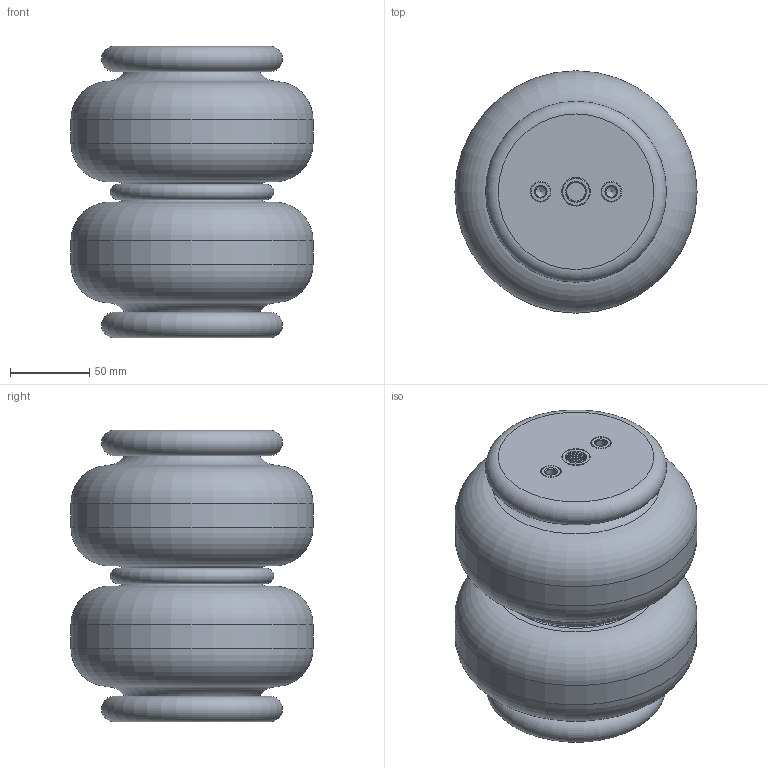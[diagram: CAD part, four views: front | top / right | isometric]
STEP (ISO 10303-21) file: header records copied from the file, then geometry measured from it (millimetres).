
FILE_DESCRIPTION(/* description */ (''),/* implementation_level */ '2;1');
FILE_NAME(/* name */ '6W-6x2E-03.stp',/* time_stamp */ '2022-02-11T12:57:29+01:00',/* author */ (''),/* organization */ (''),/* preprocessor_version */ 'ST-DEVELOPER v18.1',/* originating_system */ 'SIEMENS PLM Software NX 1965',/* authorisation */ '');
FILE_SCHEMA (('AP203_CONFIGURATION_CONTROLLED_3D_DESIGN_OF_MECHANICAL_PARTS_AND_ASSEMBLIES_MIM_LF { 1 0 10303 403 2 1 2}'));
Length unit declared in the file: millimetre
Products named in the file (1): hoff038CBBB64lfj
Bounding box: 152.5 x 152.5 x 183.57 mm (x, y, z)
Volume: 618560.6 mm3; surface area: 317069 mm2
Topology: 11 solids, 13 shells, 113 faces, 210 edges, 124 vertices
Faces by surface type: torus 37, plane 27, cylinder 25, cone 22, bspline 2
Full cylindrical faces by diameter (mm): 6.8 x4, 13 x8, 15 x4, 18 x2, 20 x1, 144.5 x2, 152.5 x2
Entity records: 4264 total; most frequent: CARTESIAN_POINT 2191, DIRECTION 436, ORIENTED_EDGE 228, AXIS2_PLACEMENT_3D 218, EDGE_LOOP 208, FACE_BOUND 207, VERTEX_POINT 117, EDGE_CURVE 114
